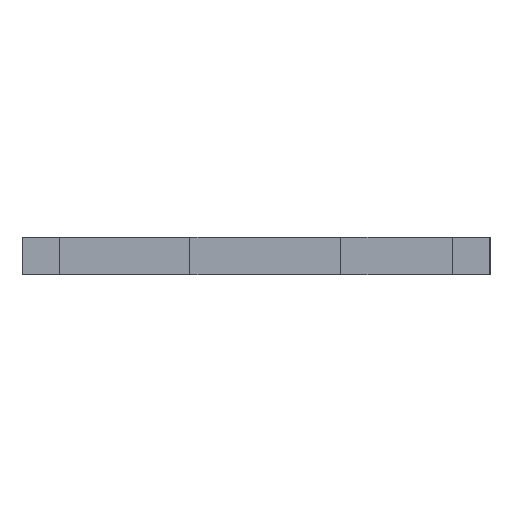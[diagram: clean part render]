
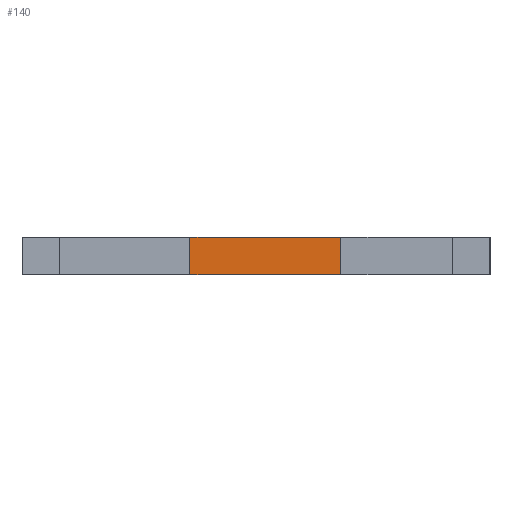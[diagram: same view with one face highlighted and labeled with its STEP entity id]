
A CAD part, left-side view. The second image highlights one B-rep face of the part: STEP entity #140.
In plain terms, the highlighted planar face has unit normal (-1, 0, 0).
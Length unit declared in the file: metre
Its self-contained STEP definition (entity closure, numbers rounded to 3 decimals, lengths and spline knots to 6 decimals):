
#140 = ADVANCED_FACE( '', ( #298 ), #299, .T. );
#298 = FACE_OUTER_BOUND( '', #463, .T. );
#299 = PLANE( '', #464 );
#463 = EDGE_LOOP( '', ( #855, #856, #857, #858 ) );
#464 = AXIS2_PLACEMENT_3D( '', #859, #860, #861 );
#855 = ORIENTED_EDGE( '', *, *, #1054, .F. );
#856 = ORIENTED_EDGE( '', *, *, #1091, .T. );
#857 = ORIENTED_EDGE( '', *, *, #1155, .T. );
#858 = ORIENTED_EDGE( '', *, *, #1126, .F. );
#859 = CARTESIAN_POINT( '', ( -0.071414, 0.002749, 0. ) );
#860 = DIRECTION( '', ( -1., 0., 0. ) );
#861 = DIRECTION( '', ( 0., -1., 0. ) );
#1054 = EDGE_CURVE( '', #1287, #1289, #1290, .T. );
#1091 = EDGE_CURVE( '', #1287, #1342, #1344, .T. );
#1126 = EDGE_CURVE( '', #1289, #1399, #1400, .F. );
#1155 = EDGE_CURVE( '', #1342, #1399, #1435, .T. );
#1287 = VERTEX_POINT( '', #1616 );
#1289 = VERTEX_POINT( '', #1619 );
#1290 = LINE( '', #1620, #1621 );
#1342 = VERTEX_POINT( '', #1697 );
#1344 = LINE( '', #1700, #1701 );
#1399 = VERTEX_POINT( '', #1788 );
#1400 = LINE( '', #1789, #1790 );
#1435 = LINE( '', #1842, #1843 );
#1616 = CARTESIAN_POINT( '', ( -0.071414, 0.008749, 0. ) );
#1619 = CARTESIAN_POINT( '', ( -0.071414, 0.008749, 0.003 ) );
#1620 = CARTESIAN_POINT( '', ( -0.071414, 0.008749, 0. ) );
#1621 = VECTOR( '', #1922, 1. );
#1697 = CARTESIAN_POINT( '', ( -0.071414, -0.003251, 0. ) );
#1700 = CARTESIAN_POINT( '', ( -0.071414, 0.002749, 0. ) );
#1701 = VECTOR( '', #1954, 1. );
#1788 = CARTESIAN_POINT( '', ( -0.071414, -0.003251, 0.003 ) );
#1789 = CARTESIAN_POINT( '', ( -0.071414, 0.003499, 0.003 ) );
#1790 = VECTOR( '', #1990, 1. );
#1842 = CARTESIAN_POINT( '', ( -0.071414, -0.003251, 0. ) );
#1843 = VECTOR( '', #2011, 1. );
#1922 = DIRECTION( '', ( 0., 0., 1. ) );
#1954 = DIRECTION( '', ( 0., -1., 0. ) );
#1990 = DIRECTION( '', ( 0., 1., 0. ) );
#2011 = DIRECTION( '', ( 0., 0., 1. ) );
